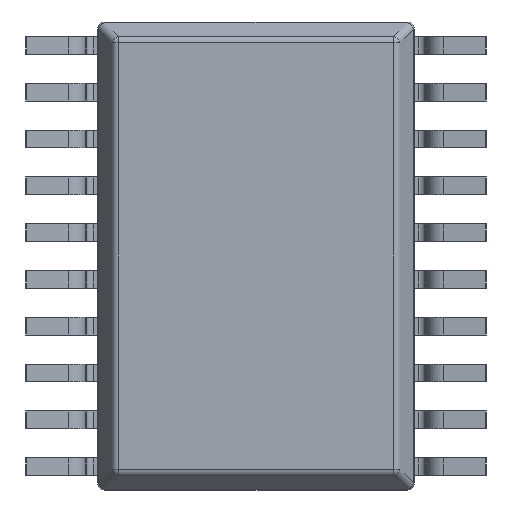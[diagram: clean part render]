
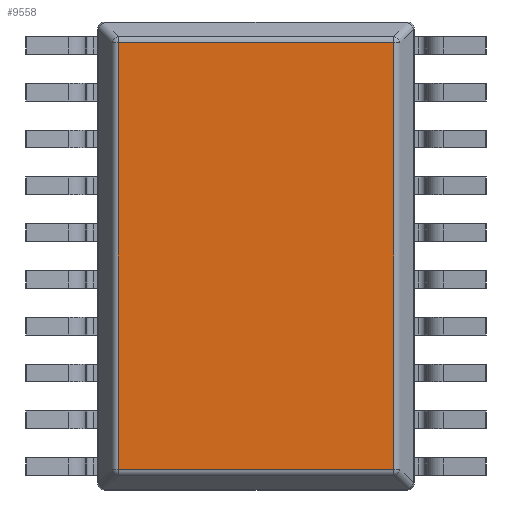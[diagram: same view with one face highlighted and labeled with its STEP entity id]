
A CAD part, front view. The second image highlights one B-rep face of the part: STEP entity #9558.
In plain terms, the highlighted planar face has unit normal (0, -1, 0).
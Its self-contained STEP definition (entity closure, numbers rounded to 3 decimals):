
#517 = EDGE_CURVE ( 'NONE', #2719, #2895, #6701, .T. ) ;
#589 = CARTESIAN_POINT ( 'NONE',  ( 1.911, 0.15, 0. ) ) ;
#628 = CARTESIAN_POINT ( 'NONE',  ( 1.911, 0.15, -2.961 ) ) ;
#791 = CARTESIAN_POINT ( 'NONE',  ( -1.911, 0.15, 0. ) ) ;
#874 = CARTESIAN_POINT ( 'NONE',  ( -1.911, 0.15, -2.961 ) ) ;
#980 = FACE_OUTER_BOUND ( 'NONE', #5341, .T. ) ;
#1222 = PLANE ( 'NONE',  #7777 ) ;
#1246 = VECTOR ( 'NONE', #9476, 1000. ) ;
#1778 = ORIENTED_EDGE ( 'NONE', *, *, #517, .T. ) ;
#2058 = ORIENTED_EDGE ( 'NONE', *, *, #6645, .T. ) ;
#2122 = ORIENTED_EDGE ( 'NONE', *, *, #8313, .T. ) ;
#2353 = VERTEX_POINT ( 'NONE', #3662 ) ;
#2719 = VERTEX_POINT ( 'NONE', #874 ) ;
#2745 = CARTESIAN_POINT ( 'NONE',  ( 0., 0.15, -2.961 ) ) ;
#2822 = DIRECTION ( 'NONE',  ( 0., -1., 0. ) ) ;
#2895 = VERTEX_POINT ( 'NONE', #628 ) ;
#3662 = CARTESIAN_POINT ( 'NONE',  ( -1.911, 0.15, 2.961 ) ) ;
#3801 = CARTESIAN_POINT ( 'NONE',  ( 0., 0.15, 2.961 ) ) ;
#3995 = DIRECTION ( 'NONE',  ( 0., 0., -1. ) ) ;
#4168 = ORIENTED_EDGE ( 'NONE', *, *, #4321, .T. ) ;
#4321 = EDGE_CURVE ( 'NONE', #2353, #2719, #6646, .T. ) ;
#4588 = CARTESIAN_POINT ( 'NONE',  ( 1.911, 0.15, 2.961 ) ) ;
#5275 = DIRECTION ( 'NONE',  ( 0., 0., 1. ) ) ;
#5341 = EDGE_LOOP ( 'NONE', ( #1778, #2058, #2122, #4168 ) ) ;
#5531 = VECTOR ( 'NONE', #9117, 1000. ) ;
#5886 = DIRECTION ( 'NONE',  ( 0., 0., -1. ) ) ;
#6337 = LINE ( 'NONE', #589, #7688 ) ;
#6645 = EDGE_CURVE ( 'NONE', #2895, #9596, #6337, .T. ) ;
#6646 = LINE ( 'NONE', #791, #9111 ) ;
#6701 = LINE ( 'NONE', #2745, #5531 ) ;
#6849 = CARTESIAN_POINT ( 'NONE',  ( 0., 0.15, 0. ) ) ;
#7688 = VECTOR ( 'NONE', #5275, 1000. ) ;
#7756 = LINE ( 'NONE', #3801, #1246 ) ;
#7777 = AXIS2_PLACEMENT_3D ( 'NONE', #6849, #2822, #5886 ) ;
#8313 = EDGE_CURVE ( 'NONE', #9596, #2353, #7756, .T. ) ;
#9111 = VECTOR ( 'NONE', #3995, 1000. ) ;
#9117 = DIRECTION ( 'NONE',  ( 1., 0., 0. ) ) ;
#9476 = DIRECTION ( 'NONE',  ( -1., 0., 0. ) ) ;
#9558 = ADVANCED_FACE ( 'NONE', ( #980 ), #1222, .T. ) ;
#9596 = VERTEX_POINT ( 'NONE', #4588 ) ;
